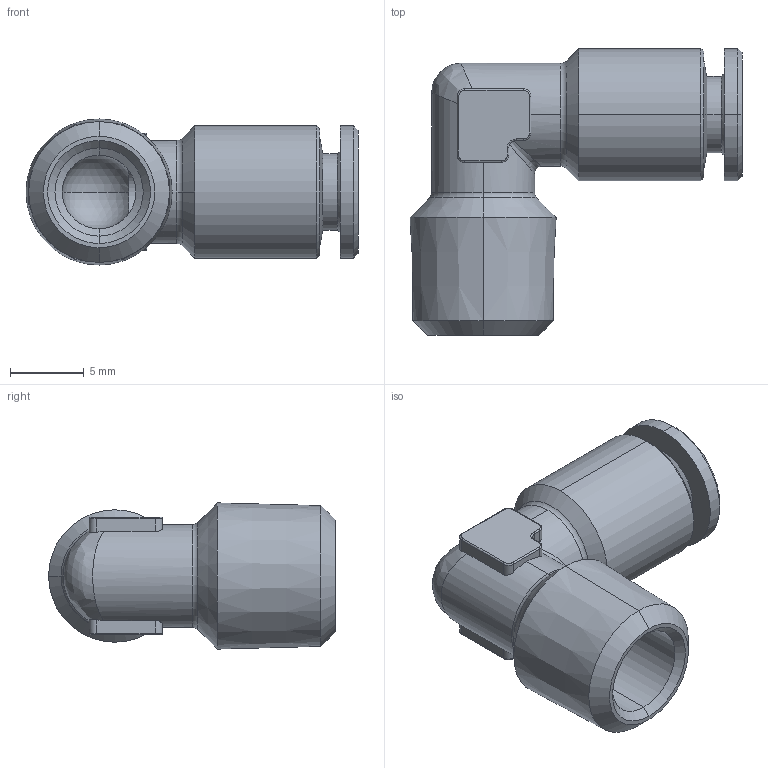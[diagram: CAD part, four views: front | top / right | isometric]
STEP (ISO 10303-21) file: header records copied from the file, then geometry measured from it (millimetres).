
FILE_DESCRIPTION (( 'STEP AP203' ), '1' );
FILE_NAME ('A0040011.STEP', '2009-01-30T16:04:34', ( 'UT1' ), ( 'sopra-pneumatic' ), 'SwSTEP 2.0', 'SolidWorks 2008', '' );
FILE_SCHEMA (( 'CONFIG_CONTROL_DESIGN' ));
Length unit declared in the file: millimetre
Products named in the file (1): A0040011
Bounding box: 22.57 x 19.5 x 9.94 mm (x, y, z)
Volume: 1219.5 mm3; surface area: 1530.9 mm2
Topology: 1 solids, 1 shells, 104 faces, 251 edges, 149 vertices
Faces by surface type: cylinder 42, cone 24, plane 18, torus 16, sphere 2, bspline 2
Entity records: 3293 total; most frequent: CARTESIAN_POINT 766, DIRECTION 556, ORIENTED_EDGE 498, EDGE_CURVE 249, AXIS2_PLACEMENT_3D 229, VERTEX_POINT 149, CIRCLE 126, EDGE_LOOP 108
